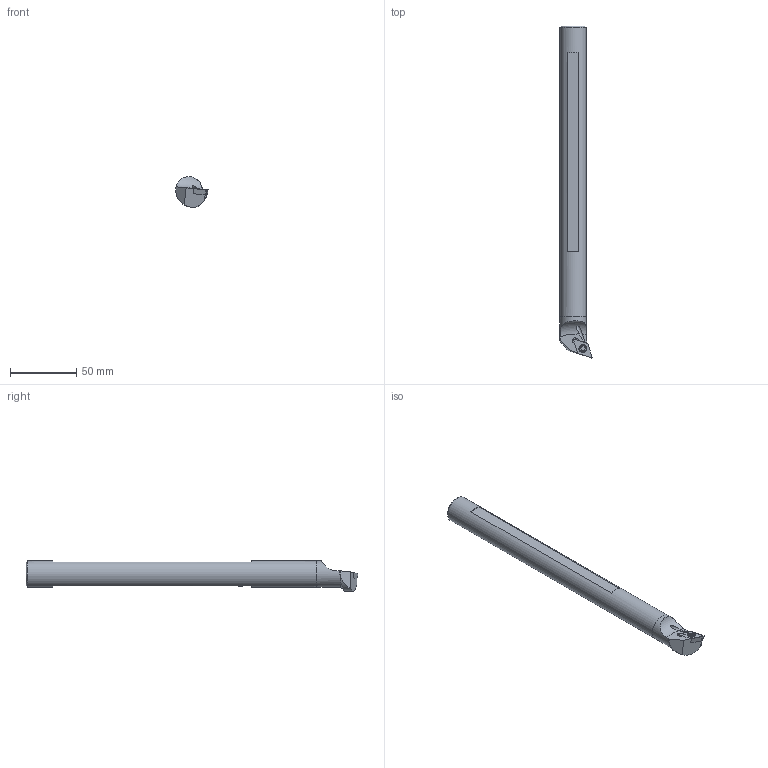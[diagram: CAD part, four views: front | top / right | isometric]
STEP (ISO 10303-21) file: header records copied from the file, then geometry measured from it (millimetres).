
FILE_DESCRIPTION(/* description */ ('Unknown'),/* implementation_level */ '2;1');
FILE_NAME(/* name */ 'E20S SDQCR 11',/* time_stamp */ '2021-06-30T14:24:42+08:00',/* author */ ('Unknown'),/* organization */ ('Unknown'),/* preprocessor_version */ 'ST-DEVELOPER v16.7',/* originating_system */ 'DEX',/* authorisation */ $);
FILE_SCHEMA (('AUTOMOTIVE_DESIGN {1 0 10303 214 3 1 1}'));
Length unit declared in the file: millimetre
Products named in the file (5): E20S SDQCR 11; 20S; 2031SDQC; DCMT 11T304; M4-7L
Assembly tree (5 placements, depth 2):
  E20S SDQCR 11
    20S
    2031SDQC
    DCMT 11T304
    M4-7L  x2
Bounding box: 24.5 x 250 x 22.99 mm (x, y, z)
Volume: 59393.1 mm3; surface area: 23436.7 mm2
Topology: 5 solids, 5 shells, 107 faces, 276 edges, 182 vertices
Faces by surface type: plane 57, cylinder 42, cone 7, torus 1
Full cylindrical faces by diameter (mm): 3 x1, 4 x2, 4.4 x2, 5 x2, 6 x1, 9 x1, 20 x2
Entity records: 2422 total; most frequent: CARTESIAN_POINT 454, DIRECTION 398, ORIENTED_EDGE 356, EDGE_CURVE 178, AXIS2_PLACEMENT_3D 148, VERTEX_POINT 124, LINE 102, VECTOR 102
